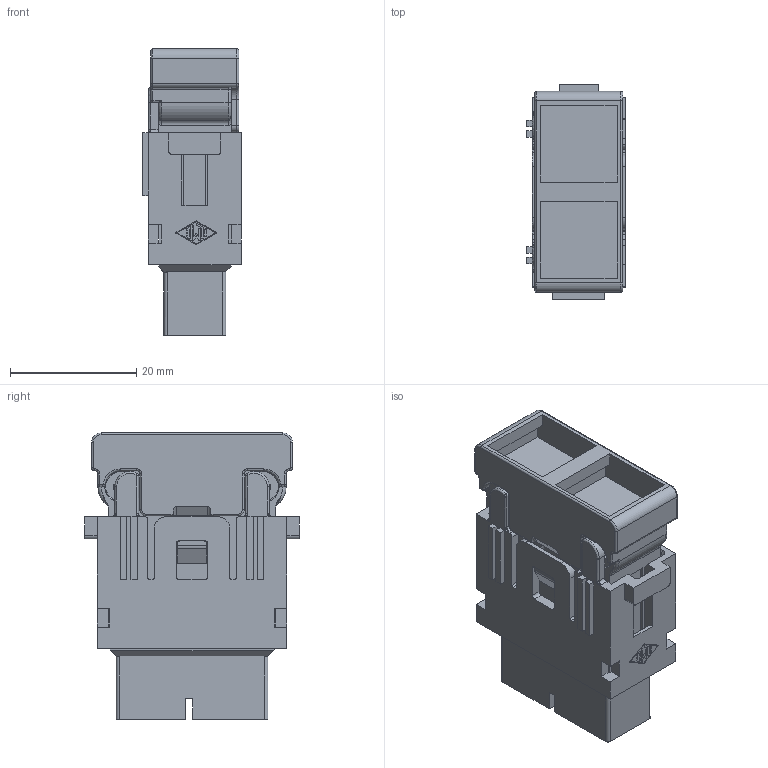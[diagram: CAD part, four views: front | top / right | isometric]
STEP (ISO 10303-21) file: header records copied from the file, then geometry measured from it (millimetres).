
FILE_DESCRIPTION(('Creo Elements/Direct Modeling STEP Export'),'2;1');
FILE_NAME('0ln7uvk516n2k674780','2020-02-13T14:10:34',(''),(''),'Creo Elements/Direct Modeling STEP processor for AP214 (Solid Model)','Creo Elements/Direct Modeling 20.1B 02-Apr-2019 (C) Parametric Technology GmbH','');
FILE_SCHEMA(('AUTOMOTIVE_DESIGN { 1 0 10303 214 1 1 1 1 }'));
Length unit declared in the file: millimetre
Products named in the file (2): CX 08 D5F2
Assembly tree (1 placements, depth 2):
  CX 08 D5F2
    CX 08 D5F2
Bounding box: 15.6 x 34 x 45.3 mm (x, y, z)
Volume: 14390.3 mm3; surface area: 10890.3 mm2
Topology: 1 solids, 9 shells, 632 faces, 1988 edges, 1384 vertices
Faces by surface type: plane 384, cylinder 167, cone 30, torus 26, bspline 20, sphere 5
Entity records: 27739 total; most frequent: CARTESIAN_POINT 8135, ORIENTED_EDGE 3974, DIRECTION 3248, EDGE_CURVE 1983, VERTEX_POINT 1384, VECTOR 1366, LINE 1366, AXIS2_PLACEMENT_3D 941
